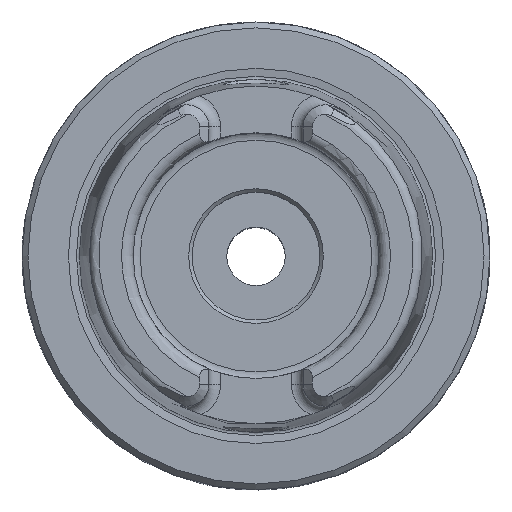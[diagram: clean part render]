
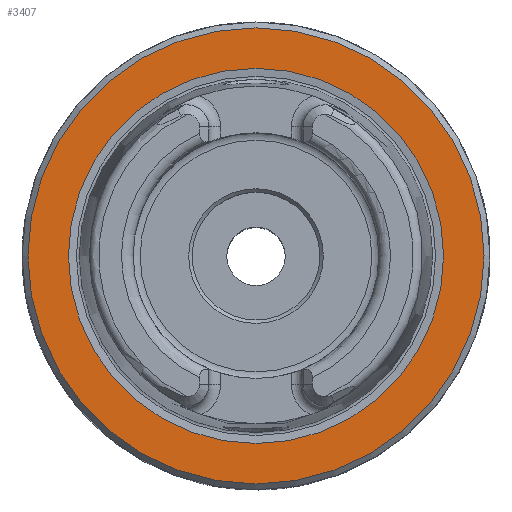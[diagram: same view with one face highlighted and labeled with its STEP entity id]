
A CAD part, top view. The second image highlights one B-rep face of the part: STEP entity #3407.
In plain terms, the highlighted planar face has unit normal (0, 0, 1).
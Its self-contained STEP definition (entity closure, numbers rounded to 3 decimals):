
#349=PLANE('',#3663);
#762=ORIENTED_EDGE('',*,*,#1217,.T.);
#763=ORIENTED_EDGE('',*,*,#1220,.F.);
#1217=EDGE_CURVE('',#1491,#1491,#1681,.T.);
#1220=EDGE_CURVE('',#1494,#1494,#1684,.T.);
#1491=VERTEX_POINT('',#5114);
#1494=VERTEX_POINT('',#5123);
#1681=CIRCLE('',#3658,16.04);
#1684=CIRCLE('',#3664,19.5);
#1889=EDGE_LOOP('',(#762));
#1890=EDGE_LOOP('',(#763));
#2117=FACE_BOUND('',#1889,.T.);
#2118=FACE_BOUND('',#1890,.T.);
#3407=ADVANCED_FACE('',(#2117,#2118),#349,.T.);
#3658=AXIS2_PLACEMENT_3D('',#5113,#4180,#4181);
#3663=AXIS2_PLACEMENT_3D('',#5121,#4190,#4191);
#3664=AXIS2_PLACEMENT_3D('',#5122,#4192,#4193);
#4180=DIRECTION('',(0.,0.,-1.));
#4181=DIRECTION('',(-1.,0.,0.));
#4190=DIRECTION('',(0.,0.,1.));
#4191=DIRECTION('',(1.,0.,0.));
#4192=DIRECTION('',(0.,0.,-1.));
#4193=DIRECTION('',(-1.,0.,0.));
#5113=CARTESIAN_POINT('',(0.,0.,0.));
#5114=CARTESIAN_POINT('',(-16.04,0.,0.));
#5121=CARTESIAN_POINT('',(-16.04,0.,0.));
#5122=CARTESIAN_POINT('',(0.,0.,0.));
#5123=CARTESIAN_POINT('',(-19.5,0.,0.));
